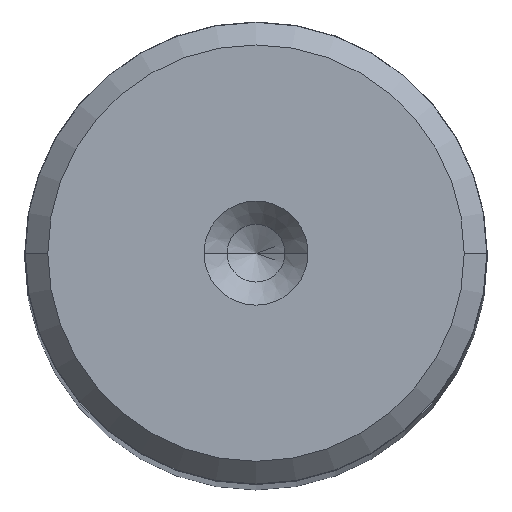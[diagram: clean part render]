
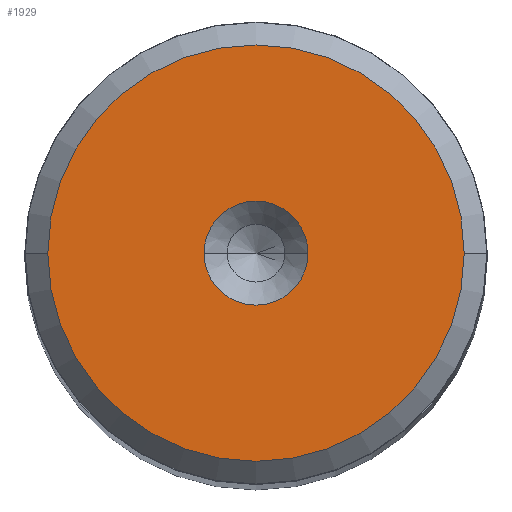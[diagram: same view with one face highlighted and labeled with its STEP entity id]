
A CAD part, top view. The second image highlights one B-rep face of the part: STEP entity #1929.
In plain terms, the highlighted planar face has unit normal (0, 0, 1).
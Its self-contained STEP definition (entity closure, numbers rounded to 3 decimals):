
#235 = CIRCLE ( 'NONE', #1058, 2.25 ) ;
#272 = EDGE_LOOP ( 'NONE', ( #676, #1708 ) ) ;
#289 = CARTESIAN_POINT ( 'NONE',  ( -9.009, 0., 140. ) ) ;
#349 = EDGE_CURVE ( 'NONE', #940, #902, #1201, .T. ) ;
#378 = FACE_OUTER_BOUND ( 'NONE', #272, .T. ) ;
#434 = VERTEX_POINT ( 'NONE', #1953 ) ;
#507 = FACE_BOUND ( 'NONE', #999, .T. ) ;
#511 = DIRECTION ( 'NONE',  ( 1., 0., 0. ) ) ;
#623 = EDGE_CURVE ( 'NONE', #434, #1369, #2695, .T. ) ;
#661 = DIRECTION ( 'NONE',  ( 1., 0., 0. ) ) ;
#676 = ORIENTED_EDGE ( 'NONE', *, *, #1195, .T. ) ;
#727 = EDGE_CURVE ( 'NONE', #902, #940, #235, .T. ) ;
#830 = ORIENTED_EDGE ( 'NONE', *, *, #349, .F. ) ;
#902 = VERTEX_POINT ( 'NONE', #1869 ) ;
#940 = VERTEX_POINT ( 'NONE', #1207 ) ;
#952 = CARTESIAN_POINT ( 'NONE',  ( 0., 0., 140. ) ) ;
#999 = EDGE_LOOP ( 'NONE', ( #2350, #830 ) ) ;
#1015 = CARTESIAN_POINT ( 'NONE',  ( 0., 0., 140. ) ) ;
#1058 = AXIS2_PLACEMENT_3D ( 'NONE', #952, #1654, #511 ) ;
#1099 = DIRECTION ( 'NONE',  ( 0., 0., 1. ) ) ;
#1102 = CARTESIAN_POINT ( 'NONE',  ( 0., 0., 140. ) ) ;
#1195 = EDGE_CURVE ( 'NONE', #1369, #434, #2142, .T. ) ;
#1201 = CIRCLE ( 'NONE', #2627, 2.25 ) ;
#1207 = CARTESIAN_POINT ( 'NONE',  ( -2.25, 0., 140. ) ) ;
#1211 = AXIS2_PLACEMENT_3D ( 'NONE', #2323, #1482, #2528 ) ;
#1316 = DIRECTION ( 'NONE',  ( 0., 0., 1. ) ) ;
#1369 = VERTEX_POINT ( 'NONE', #289 ) ;
#1482 = DIRECTION ( 'NONE',  ( 0., 0., 1. ) ) ;
#1557 = CARTESIAN_POINT ( 'NONE',  ( 0., 0., 140. ) ) ;
#1654 = DIRECTION ( 'NONE',  ( 0., 0., 1. ) ) ;
#1708 = ORIENTED_EDGE ( 'NONE', *, *, #623, .T. ) ;
#1760 = DIRECTION ( 'NONE',  ( 1., 0., 0. ) ) ;
#1869 = CARTESIAN_POINT ( 'NONE',  ( 2.25, 0., 140. ) ) ;
#1896 = PLANE ( 'NONE',  #1211 ) ;
#1929 = ADVANCED_FACE ( 'NONE', ( #507, #378 ), #1896, .T. ) ;
#1953 = CARTESIAN_POINT ( 'NONE',  ( 9.009, 0., 140. ) ) ;
#2142 = CIRCLE ( 'NONE', #2185, 9.009 ) ;
#2185 = AXIS2_PLACEMENT_3D ( 'NONE', #1015, #2560, #2778 ) ;
#2323 = CARTESIAN_POINT ( 'NONE',  ( 0., 0., 140. ) ) ;
#2350 = ORIENTED_EDGE ( 'NONE', *, *, #727, .F. ) ;
#2387 = AXIS2_PLACEMENT_3D ( 'NONE', #1557, #1099, #661 ) ;
#2528 = DIRECTION ( 'NONE',  ( 1., 0., 0. ) ) ;
#2560 = DIRECTION ( 'NONE',  ( 0., 0., 1. ) ) ;
#2627 = AXIS2_PLACEMENT_3D ( 'NONE', #1102, #1316, #1760 ) ;
#2695 = CIRCLE ( 'NONE', #2387, 9.009 ) ;
#2778 = DIRECTION ( 'NONE',  ( 1., 0., 0. ) ) ;
